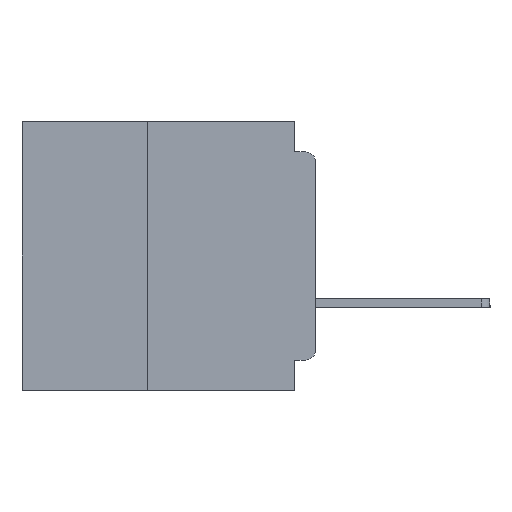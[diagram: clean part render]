
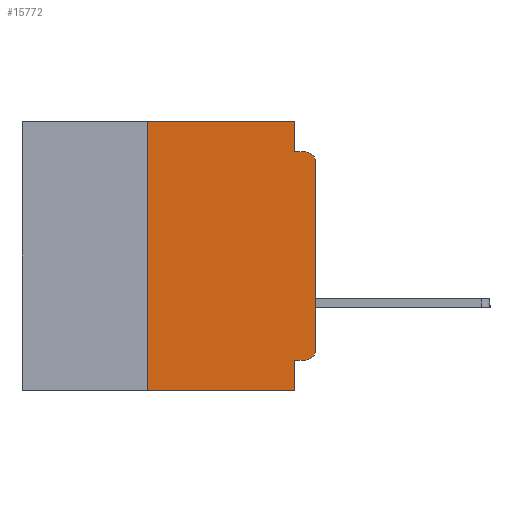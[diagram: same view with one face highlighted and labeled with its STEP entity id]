
A CAD part, left-side view. The second image highlights one B-rep face of the part: STEP entity #15772.
In plain terms, the highlighted planar face has unit normal (-1, 0, 0).
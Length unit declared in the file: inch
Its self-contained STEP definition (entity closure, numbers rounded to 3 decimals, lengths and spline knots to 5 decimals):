
#1594 = ORIENTED_EDGE ( 'NONE', *, *, #45264, .T. ) ;
#1717 = VECTOR ( 'NONE', #28452, 39.37008 ) ;
#3080 = CARTESIAN_POINT ( 'NONE',  ( 0., 0.015, -0.355 ) ) ;
#3206 = LINE ( 'NONE', #46971, #48568 ) ;
#5538 = CARTESIAN_POINT ( 'NONE',  ( 0., 0.25, -0.4 ) ) ;
#5690 = ORIENTED_EDGE ( 'NONE', *, *, #17450, .F. ) ;
#6322 = CARTESIAN_POINT ( 'NONE',  ( 0., 0.031, -0.4 ) ) ;
#7281 = EDGE_CURVE ( 'NONE', #36405, #54000, #52070, .T. ) ;
#9122 = LINE ( 'NONE', #35203, #50287 ) ;
#9152 = CARTESIAN_POINT ( 'NONE',  ( 0., 0.031, 0. ) ) ;
#9508 = ORIENTED_EDGE ( 'NONE', *, *, #7281, .F. ) ;
#10100 = VERTEX_POINT ( 'NONE', #25711 ) ;
#10408 = VECTOR ( 'NONE', #14817, 39.37008 ) ;
#10741 = VERTEX_POINT ( 'NONE', #55958 ) ;
#10862 = EDGE_CURVE ( 'NONE', #41186, #50371, #9122, .T. ) ;
#10880 = ORIENTED_EDGE ( 'NONE', *, *, #19185, .T. ) ;
#11461 = AXIS2_PLACEMENT_3D ( 'NONE', #50510, #24337, #54857 ) ;
#11686 = CARTESIAN_POINT ( 'NONE',  ( 0., 0.015, -0.34 ) ) ;
#12281 = CARTESIAN_POINT ( 'NONE',  ( 0., 0.031, -0.355 ) ) ;
#13534 = LINE ( 'NONE', #45795, #1717 ) ;
#14742 = CIRCLE ( 'NONE', #11461, 0.015 ) ;
#14817 = DIRECTION ( 'NONE',  ( 0., 0., 1. ) ) ;
#15519 = DIRECTION ( 'NONE',  ( 0., 1., 0. ) ) ;
#15772 = ADVANCED_FACE ( 'NONE', ( #21255 ), #17378, .F. ) ;
#16145 = DIRECTION ( 'NONE',  ( 0., 0., -1. ) ) ;
#16370 = DIRECTION ( 'NONE',  ( 0., -1., 0. ) ) ;
#17378 = PLANE ( 'NONE',  #42665 ) ;
#17450 = EDGE_CURVE ( 'NONE', #41186, #37399, #34037, .T. ) ;
#17822 = EDGE_LOOP ( 'NONE', ( #10880, #19310, #31845, #51506, #20505, #5690, #24005, #52450, #9508, #1594 ) ) ;
#19173 = DIRECTION ( 'NONE',  ( 0., 0., -1. ) ) ;
#19185 = EDGE_CURVE ( 'NONE', #10741, #55522, #22186, .T. ) ;
#19310 = ORIENTED_EDGE ( 'NONE', *, *, #48263, .T. ) ;
#20309 = EDGE_CURVE ( 'NONE', #54000, #50371, #26258, .T. ) ;
#20505 = ORIENTED_EDGE ( 'NONE', *, *, #35749, .F. ) ;
#20790 = LINE ( 'NONE', #22964, #54216 ) ;
#21255 = FACE_OUTER_BOUND ( 'NONE', #17822, .T. ) ;
#22186 = LINE ( 'NONE', #36482, #10408 ) ;
#22964 = CARTESIAN_POINT ( 'NONE',  ( 0., 0.031, 0. ) ) ;
#23519 = VECTOR ( 'NONE', #19173, 39.37008 ) ;
#24005 = ORIENTED_EDGE ( 'NONE', *, *, #10862, .T. ) ;
#24337 = DIRECTION ( 'NONE',  ( -1., 0., 0. ) ) ;
#25232 = CARTESIAN_POINT ( 'NONE',  ( 0., 0.437, 0. ) ) ;
#25711 = CARTESIAN_POINT ( 'NONE',  ( 0., 0.031, -0.045 ) ) ;
#26186 = DIRECTION ( 'NONE',  ( 0., 0., -1. ) ) ;
#26258 = LINE ( 'NONE', #49709, #23519 ) ;
#27360 = DIRECTION ( 'NONE',  ( 0., 0., -1. ) ) ;
#28452 = DIRECTION ( 'NONE',  ( 0., -1., 0. ) ) ;
#28523 = CARTESIAN_POINT ( 'NONE',  ( 0., 0.25, 0. ) ) ;
#31845 = ORIENTED_EDGE ( 'NONE', *, *, #55189, .F. ) ;
#34037 = LINE ( 'NONE', #51589, #44252 ) ;
#35203 = CARTESIAN_POINT ( 'NONE',  ( 0., 0.437, -0.4 ) ) ;
#35749 = EDGE_CURVE ( 'NONE', #37399, #54971, #3206, .T. ) ;
#36405 = VERTEX_POINT ( 'NONE', #3080 ) ;
#36470 = VERTEX_POINT ( 'NONE', #56190 ) ;
#36482 = CARTESIAN_POINT ( 'NONE',  ( 0., 0., 0. ) ) ;
#37399 = VERTEX_POINT ( 'NONE', #28523 ) ;
#37438 = AXIS2_PLACEMENT_3D ( 'NONE', #11686, #42362, #16145 ) ;
#38615 = DIRECTION ( 'NONE',  ( 0., 0., 1. ) ) ;
#39591 = DIRECTION ( 'NONE',  ( 0., -1., 0. ) ) ;
#41186 = VERTEX_POINT ( 'NONE', #5538 ) ;
#42362 = DIRECTION ( 'NONE',  ( -1., 0., 0. ) ) ;
#42665 = AXIS2_PLACEMENT_3D ( 'NONE', #25232, #52347, #26186 ) ;
#44252 = VECTOR ( 'NONE', #38615, 39.37008 ) ;
#44426 = EDGE_CURVE ( 'NONE', #54971, #10100, #20790, .T. ) ;
#45264 = EDGE_CURVE ( 'NONE', #36405, #10741, #55476, .T. ) ;
#45795 = CARTESIAN_POINT ( 'NONE',  ( 0., 0., -0.045 ) ) ;
#46139 = CARTESIAN_POINT ( 'NONE',  ( 0., 0., -0.355 ) ) ;
#46971 = CARTESIAN_POINT ( 'NONE',  ( 0., 0.437, 0. ) ) ;
#48263 = EDGE_CURVE ( 'NONE', #55522, #36470, #14742, .T. ) ;
#48568 = VECTOR ( 'NONE', #16370, 39.37008 ) ;
#49709 = CARTESIAN_POINT ( 'NONE',  ( 0., 0.031, -0.4 ) ) ;
#50287 = VECTOR ( 'NONE', #39591, 39.37008 ) ;
#50371 = VERTEX_POINT ( 'NONE', #6322 ) ;
#50510 = CARTESIAN_POINT ( 'NONE',  ( 0., 0.015, -0.06 ) ) ;
#50709 = VECTOR ( 'NONE', #15519, 39.37008 ) ;
#51506 = ORIENTED_EDGE ( 'NONE', *, *, #44426, .F. ) ;
#51589 = CARTESIAN_POINT ( 'NONE',  ( 0., 0.25, -0.4 ) ) ;
#52070 = LINE ( 'NONE', #46139, #50709 ) ;
#52347 = DIRECTION ( 'NONE',  ( 1., 0., 0. ) ) ;
#52450 = ORIENTED_EDGE ( 'NONE', *, *, #20309, .F. ) ;
#52609 = CARTESIAN_POINT ( 'NONE',  ( 0., 0., -0.06 ) ) ;
#54000 = VERTEX_POINT ( 'NONE', #12281 ) ;
#54216 = VECTOR ( 'NONE', #27360, 39.37008 ) ;
#54857 = DIRECTION ( 'NONE',  ( 0., 0., -1. ) ) ;
#54971 = VERTEX_POINT ( 'NONE', #9152 ) ;
#55189 = EDGE_CURVE ( 'NONE', #10100, #36470, #13534, .T. ) ;
#55476 = CIRCLE ( 'NONE', #37438, 0.015 ) ;
#55522 = VERTEX_POINT ( 'NONE', #52609 ) ;
#55958 = CARTESIAN_POINT ( 'NONE',  ( 0., 0., -0.34 ) ) ;
#56190 = CARTESIAN_POINT ( 'NONE',  ( 0., 0.015, -0.045 ) ) ;
